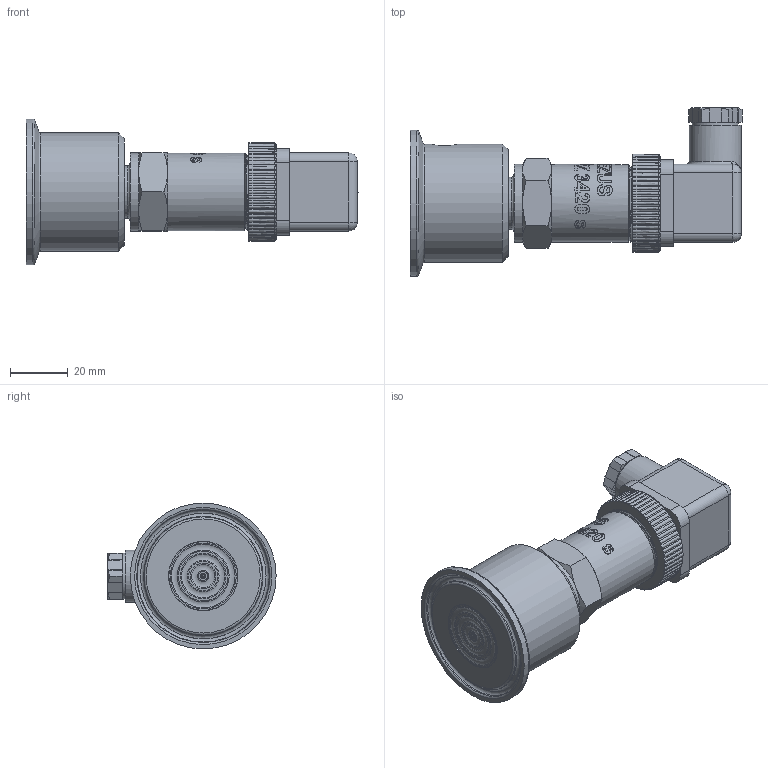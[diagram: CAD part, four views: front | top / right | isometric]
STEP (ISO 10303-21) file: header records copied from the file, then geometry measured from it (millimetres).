
FILE_DESCRIPTION(/* description */ (''),/* implementation_level */ '2;1');
FILE_NAME(/* name */ 'APZ3420s_ClampDN1_1.step',/* time_stamp */ '2021-07-08T14:16:45+03:00',/* author */ (''),/* organization */ (''),/* preprocessor_version */ 'ST-DEVELOPER v18.1',/* originating_system */ 'Autodesk Translation Framework v10.9.0.1377',/* authorisation */ '');
FILE_SCHEMA (('AUTOMOTIVE_DESIGN { 1 0 10303 214 3 1 1 }'));
Products named in the file (6): АПЗ 3420S заполненная; OMAL nut M27x1.5; DIN 43650A female part 28 mm high; DIN 43650A male Hirshmann round base; G1\2EN; Clamp DN1 diaphragm 24 v2 (1)
Assembly tree (5 placements, depth 2):
  АПЗ 3420S заполненная
    OMAL nut M27x1.5
    DIN 43650A female part 28 mm high
    DIN 43650A male Hirshmann round base
    G1\2EN
    Clamp DN1 diaphragm 24 v2 (1)
Bounding box: 114.92 x 58.27 x 50.5 mm (x, y, z)
Volume: 100596.6 mm3; surface area: 31903.4 mm2
Topology: 6 solids, 6 shells, 1482 faces, 4049 edges, 2690 vertices
Faces by surface type: plane 585, bspline 585, cylinder 240, cone 38, torus 28, sphere 6
Full cylindrical faces by diameter (mm): 1.6 x4, 1.65 x4, 2 x2, 2.2 x1, 2.537 x6, 2.579 x1, 2.938 x10, 3 x1, 3.2 x1, 3.3 x1, 5 x2, 6 x4, 7.8 x1, 8 x1, 10 x1, 16 x1, 16.7 x1, 17.5 x1, 18 x2, 18.631 x7, 20.955 x7, 21 x1, 21.4 x2, 22 x2, 22.4 x1, 23.8 x1, 24 x1, 24.4 x1, 25.132 x4, 25.526 x4
Entity records: 74183 total; most frequent: CARTESIAN_POINT 40588, ORIENTED_EDGE 8092, DIRECTION 4904, EDGE_CURVE 4046, VERTEX_POINT 2690, LINE 1898, VECTOR 1898, EDGE_LOOP 1616
